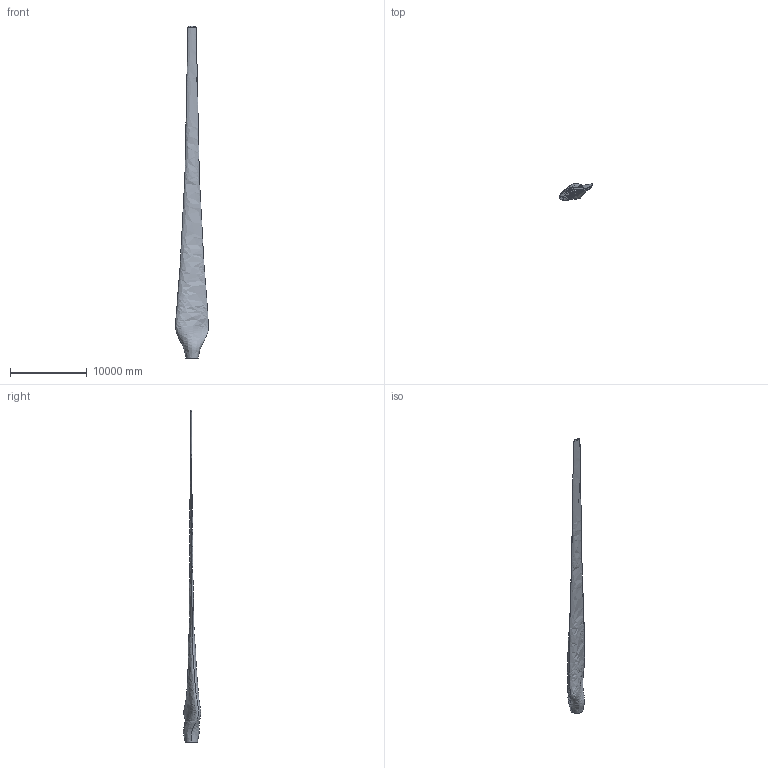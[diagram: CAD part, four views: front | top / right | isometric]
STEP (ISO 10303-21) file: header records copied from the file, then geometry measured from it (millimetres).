
FILE_DESCRIPTION (( 'STEP AP214' ), '1' );
FILE_NAME ('WT blade.STEP', '2021-11-23T14:41:45', ( '' ), ( '' ), 'SwSTEP 2.0', 'SolidWorks 2019', '' );
FILE_SCHEMA (( 'AUTOMOTIVE_DESIGN' ));
Length unit declared in the file: metre
Products named in the file (1): WT blade
Bounding box: 4288.97 x 2263.48 x 43400.16 mm (x, y, z)
Volume: 51134192881.8 mm3; surface area: 219088820.8 mm2
Topology: 1 solids, 1 shells, 5 faces, 13 edges, 6 vertices
Faces by surface type: bspline 4, plane 1
Entity records: 13025 total; most frequent: CARTESIAN_POINT 12913, ORIENTED_EDGE 18, EDGE_CURVE 9, DIRECTION 8, B_SPLINE_CURVE_WITH_KNOTS 7, VERTEX_POINT 6, ADVANCED_FACE 5, FACE_OUTER_BOUND 5
